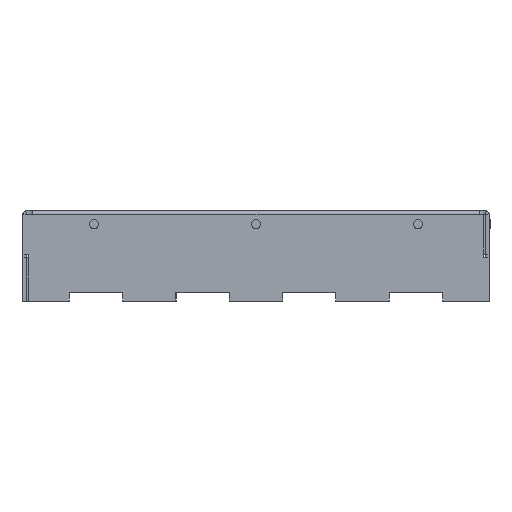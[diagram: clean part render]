
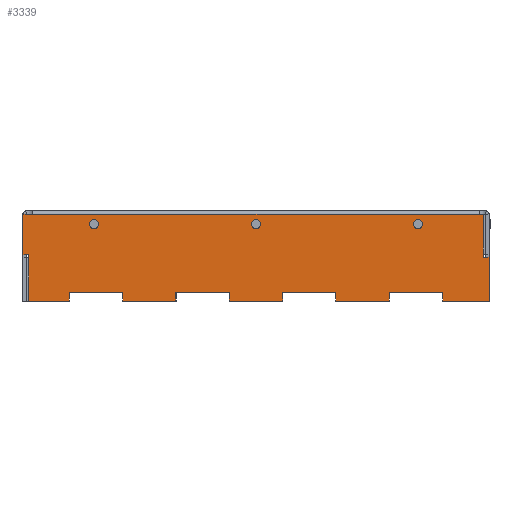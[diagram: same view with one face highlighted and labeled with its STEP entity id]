
A CAD part, left-side view. The second image highlights one B-rep face of the part: STEP entity #3339.
In plain terms, the highlighted planar face has unit normal (-1, 0, 0).
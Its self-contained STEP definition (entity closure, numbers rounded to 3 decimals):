
#60=PLANE('',#3560);
#221=FACE_OUTER_BOUND('',#425,.T.);
#425=EDGE_LOOP('',(#2332,#2333,#2334,#2335,#2336,#2337,#2338,#2339,#2340,
#2341,#2342,#2343,#2344,#2345,#2346,#2347,#2348,#2349,#2350,#2351,#2352,
#2353,#2354,#2355,#2356,#2357));
#642=LINE('',#4839,#1038);
#645=LINE('',#4846,#1041);
#646=LINE('',#4848,#1042);
#647=LINE('',#4850,#1043);
#648=LINE('',#4852,#1044);
#649=LINE('',#4854,#1045);
#650=LINE('',#4856,#1046);
#651=LINE('',#4858,#1047);
#652=LINE('',#4860,#1048);
#653=LINE('',#4862,#1049);
#654=LINE('',#4864,#1050);
#655=LINE('',#4866,#1051);
#656=LINE('',#4868,#1052);
#657=LINE('',#4870,#1053);
#658=LINE('',#4872,#1054);
#659=LINE('',#4874,#1055);
#660=LINE('',#4876,#1056);
#661=LINE('',#4878,#1057);
#662=LINE('',#4880,#1058);
#663=LINE('',#4882,#1059);
#664=LINE('',#4884,#1060);
#665=LINE('',#4886,#1061);
#666=LINE('',#4888,#1062);
#667=LINE('',#4890,#1063);
#668=LINE('',#4892,#1064);
#669=LINE('',#4893,#1065);
#1038=VECTOR('',#3857,25.095);
#1041=VECTOR('',#3864,0.557);
#1042=VECTOR('',#3865,2.275);
#1043=VECTOR('',#3866,0.33);
#1044=VECTOR('',#3867,2.605);
#1045=VECTOR('',#3868,2.27);
#1046=VECTOR('',#3869,0.5);
#1047=VECTOR('',#3870,3.);
#1048=VECTOR('',#3871,0.5);
#1049=VECTOR('',#3872,3.);
#1050=VECTOR('',#3873,0.5);
#1051=VECTOR('',#3874,3.);
#1052=VECTOR('',#3875,0.5);
#1053=VECTOR('',#3876,3.);
#1054=VECTOR('',#3877,0.5);
#1055=VECTOR('',#3878,3.);
#1056=VECTOR('',#3879,0.5);
#1057=VECTOR('',#3880,3.);
#1058=VECTOR('',#3881,0.5);
#1059=VECTOR('',#3882,3.);
#1060=VECTOR('',#3883,0.5);
#1061=VECTOR('',#3884,2.61);
#1062=VECTOR('',#3885,2.475);
#1063=VECTOR('',#3886,0.33);
#1064=VECTOR('',#3887,2.405);
#1065=VECTOR('',#3888,0.227);
#1521=VERTEX_POINT('',#4832);
#1524=VERTEX_POINT('',#4837);
#1526=VERTEX_POINT('',#4845);
#1527=VERTEX_POINT('',#4847);
#1528=VERTEX_POINT('',#4849);
#1529=VERTEX_POINT('',#4851);
#1530=VERTEX_POINT('',#4853);
#1531=VERTEX_POINT('',#4855);
#1532=VERTEX_POINT('',#4857);
#1533=VERTEX_POINT('',#4859);
#1534=VERTEX_POINT('',#4861);
#1535=VERTEX_POINT('',#4863);
#1536=VERTEX_POINT('',#4865);
#1537=VERTEX_POINT('',#4867);
#1538=VERTEX_POINT('',#4869);
#1539=VERTEX_POINT('',#4871);
#1540=VERTEX_POINT('',#4873);
#1541=VERTEX_POINT('',#4875);
#1542=VERTEX_POINT('',#4877);
#1543=VERTEX_POINT('',#4879);
#1544=VERTEX_POINT('',#4881);
#1545=VERTEX_POINT('',#4883);
#1546=VERTEX_POINT('',#4885);
#1547=VERTEX_POINT('',#4887);
#1548=VERTEX_POINT('',#4889);
#1549=VERTEX_POINT('',#4891);
#1844=EDGE_CURVE('',#1524,#1521,#642,.T.);
#1847=EDGE_CURVE('',#1524,#1526,#645,.T.);
#1848=EDGE_CURVE('',#1527,#1526,#646,.T.);
#1849=EDGE_CURVE('',#1527,#1528,#647,.T.);
#1850=EDGE_CURVE('',#1528,#1529,#648,.T.);
#1851=EDGE_CURVE('',#1530,#1529,#649,.T.);
#1852=EDGE_CURVE('',#1530,#1531,#650,.T.);
#1853=EDGE_CURVE('',#1531,#1532,#651,.T.);
#1854=EDGE_CURVE('',#1532,#1533,#652,.T.);
#1855=EDGE_CURVE('',#1534,#1533,#653,.T.);
#1856=EDGE_CURVE('',#1534,#1535,#654,.T.);
#1857=EDGE_CURVE('',#1535,#1536,#655,.T.);
#1858=EDGE_CURVE('',#1536,#1537,#656,.T.);
#1859=EDGE_CURVE('',#1538,#1537,#657,.T.);
#1860=EDGE_CURVE('',#1538,#1539,#658,.T.);
#1861=EDGE_CURVE('',#1539,#1540,#659,.T.);
#1862=EDGE_CURVE('',#1540,#1541,#660,.T.);
#1863=EDGE_CURVE('',#1542,#1541,#661,.T.);
#1864=EDGE_CURVE('',#1542,#1543,#662,.T.);
#1865=EDGE_CURVE('',#1543,#1544,#663,.T.);
#1866=EDGE_CURVE('',#1544,#1545,#664,.T.);
#1867=EDGE_CURVE('',#1546,#1545,#665,.T.);
#1868=EDGE_CURVE('',#1546,#1547,#666,.T.);
#1869=EDGE_CURVE('',#1547,#1548,#667,.T.);
#1870=EDGE_CURVE('',#1548,#1549,#668,.T.);
#1871=EDGE_CURVE('',#1549,#1521,#669,.T.);
#2332=ORIENTED_EDGE('',*,*,#1844,.F.);
#2333=ORIENTED_EDGE('',*,*,#1847,.T.);
#2334=ORIENTED_EDGE('',*,*,#1848,.F.);
#2335=ORIENTED_EDGE('',*,*,#1849,.T.);
#2336=ORIENTED_EDGE('',*,*,#1850,.T.);
#2337=ORIENTED_EDGE('',*,*,#1851,.F.);
#2338=ORIENTED_EDGE('',*,*,#1852,.T.);
#2339=ORIENTED_EDGE('',*,*,#1853,.T.);
#2340=ORIENTED_EDGE('',*,*,#1854,.T.);
#2341=ORIENTED_EDGE('',*,*,#1855,.F.);
#2342=ORIENTED_EDGE('',*,*,#1856,.T.);
#2343=ORIENTED_EDGE('',*,*,#1857,.T.);
#2344=ORIENTED_EDGE('',*,*,#1858,.T.);
#2345=ORIENTED_EDGE('',*,*,#1859,.F.);
#2346=ORIENTED_EDGE('',*,*,#1860,.T.);
#2347=ORIENTED_EDGE('',*,*,#1861,.T.);
#2348=ORIENTED_EDGE('',*,*,#1862,.T.);
#2349=ORIENTED_EDGE('',*,*,#1863,.F.);
#2350=ORIENTED_EDGE('',*,*,#1864,.T.);
#2351=ORIENTED_EDGE('',*,*,#1865,.T.);
#2352=ORIENTED_EDGE('',*,*,#1866,.T.);
#2353=ORIENTED_EDGE('',*,*,#1867,.F.);
#2354=ORIENTED_EDGE('',*,*,#1868,.T.);
#2355=ORIENTED_EDGE('',*,*,#1869,.T.);
#2356=ORIENTED_EDGE('',*,*,#1870,.T.);
#2357=ORIENTED_EDGE('',*,*,#1871,.T.);
#3339=ADVANCED_FACE('',(#221),#60,.T.);
#3560=AXIS2_PLACEMENT_3D('',#4844,#3862,#3863);
#3857=DIRECTION('',(0.,-1.,0.));
#3862=DIRECTION('center_axis',(-1.,0.,0.));
#3863=DIRECTION('ref_axis',(0.,-1.,0.));
#3864=DIRECTION('',(0.,1.,0.));
#3865=DIRECTION('',(0.,0.,1.));
#3866=DIRECTION('',(0.,-1.,0.));
#3867=DIRECTION('',(0.,0.,-1.));
#3868=DIRECTION('',(0.,1.,0.));
#3869=DIRECTION('',(0.,0.,1.));
#3870=DIRECTION('',(0.,-1.,0.));
#3871=DIRECTION('',(0.,0.,-1.));
#3872=DIRECTION('',(0.,1.,0.));
#3873=DIRECTION('',(0.,0.,1.));
#3874=DIRECTION('',(0.,-1.,0.));
#3875=DIRECTION('',(0.,0.,-1.));
#3876=DIRECTION('',(0.,1.,0.));
#3877=DIRECTION('',(0.,0.,1.));
#3878=DIRECTION('',(0.,-1.,0.));
#3879=DIRECTION('',(0.,0.,-1.));
#3880=DIRECTION('',(0.,1.,0.));
#3881=DIRECTION('',(0.,0.,1.));
#3882=DIRECTION('',(0.,-1.,0.));
#3883=DIRECTION('',(0.,0.,-1.));
#3884=DIRECTION('',(0.,1.,0.));
#3885=DIRECTION('',(0.,0.,1.));
#3886=DIRECTION('',(0.,1.,0.));
#3887=DIRECTION('',(0.,0.,1.));
#3888=DIRECTION('',(0.,1.,0.));
#4832=CARTESIAN_POINT('',(-13.105,-12.548,4.88));
#4837=CARTESIAN_POINT('',(-13.105,12.548,4.88));
#4839=CARTESIAN_POINT('',(-13.105,6.553,4.88));
#4844=CARTESIAN_POINT('Origin',(-13.105,13.105,0.));
#4845=CARTESIAN_POINT('',(-13.105,13.105,4.88));
#4846=CARTESIAN_POINT('',(-13.105,12.99,4.88));
#4847=CARTESIAN_POINT('',(-13.105,13.105,2.605));
#4848=CARTESIAN_POINT('',(-13.105,13.105,0.));
#4849=CARTESIAN_POINT('',(-13.105,12.775,2.605));
#4850=CARTESIAN_POINT('',(-13.105,13.023,2.605));
#4851=CARTESIAN_POINT('',(-13.105,12.775,0.));
#4852=CARTESIAN_POINT('',(-13.105,12.775,1.27));
#4853=CARTESIAN_POINT('',(-13.105,10.505,0.));
#4854=CARTESIAN_POINT('',(-13.105,-13.105,0.));
#4855=CARTESIAN_POINT('',(-13.105,10.505,0.5));
#4856=CARTESIAN_POINT('',(-13.105,10.505,0.125));
#4857=CARTESIAN_POINT('',(-13.105,7.505,0.5));
#4858=CARTESIAN_POINT('',(-13.105,11.055,0.5));
#4859=CARTESIAN_POINT('',(-13.105,7.505,0.));
#4860=CARTESIAN_POINT('',(-13.105,7.505,0.125));
#4861=CARTESIAN_POINT('',(-13.105,4.505,0.));
#4862=CARTESIAN_POINT('',(-13.105,-13.105,0.));
#4863=CARTESIAN_POINT('',(-13.105,4.505,0.5));
#4864=CARTESIAN_POINT('',(-13.105,4.505,0.125));
#4865=CARTESIAN_POINT('',(-13.105,1.505,0.5));
#4866=CARTESIAN_POINT('',(-13.105,8.055,0.5));
#4867=CARTESIAN_POINT('',(-13.105,1.505,0.));
#4868=CARTESIAN_POINT('',(-13.105,1.505,0.125));
#4869=CARTESIAN_POINT('',(-13.105,-1.495,0.));
#4870=CARTESIAN_POINT('',(-13.105,-13.105,0.));
#4871=CARTESIAN_POINT('',(-13.105,-1.495,0.5));
#4872=CARTESIAN_POINT('',(-13.105,-1.495,0.125));
#4873=CARTESIAN_POINT('',(-13.105,-4.495,0.5));
#4874=CARTESIAN_POINT('',(-13.105,5.055,0.5));
#4875=CARTESIAN_POINT('',(-13.105,-4.495,0.));
#4876=CARTESIAN_POINT('',(-13.105,-4.495,0.125));
#4877=CARTESIAN_POINT('',(-13.105,-7.495,0.));
#4878=CARTESIAN_POINT('',(-13.105,-13.105,0.));
#4879=CARTESIAN_POINT('',(-13.105,-7.495,0.5));
#4880=CARTESIAN_POINT('',(-13.105,-7.495,0.125));
#4881=CARTESIAN_POINT('',(-13.105,-10.495,0.5));
#4882=CARTESIAN_POINT('',(-13.105,2.055,0.5));
#4883=CARTESIAN_POINT('',(-13.105,-10.495,0.));
#4884=CARTESIAN_POINT('',(-13.105,-10.495,0.125));
#4885=CARTESIAN_POINT('',(-13.105,-13.105,0.));
#4886=CARTESIAN_POINT('',(-13.105,-13.105,0.));
#4887=CARTESIAN_POINT('',(-13.105,-13.105,2.475));
#4888=CARTESIAN_POINT('',(-13.105,-13.105,0.));
#4889=CARTESIAN_POINT('',(-13.105,-12.775,2.475));
#4890=CARTESIAN_POINT('',(-13.105,0.1,2.475));
#4891=CARTESIAN_POINT('',(-13.105,-12.775,4.88));
#4892=CARTESIAN_POINT('',(-13.105,-12.775,1.79));
#4893=CARTESIAN_POINT('',(-13.105,0.115,4.88));
